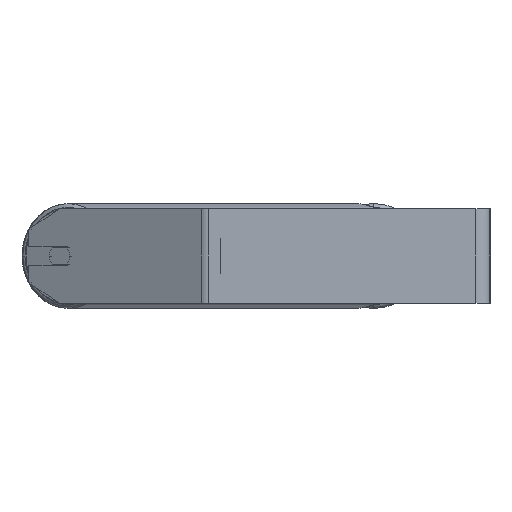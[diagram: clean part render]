
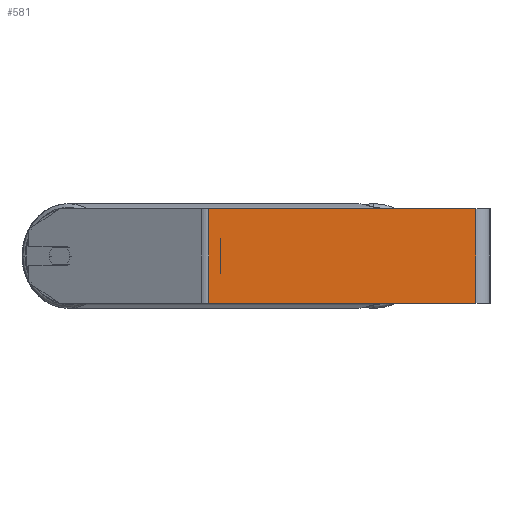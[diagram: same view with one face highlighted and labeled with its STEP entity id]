
A CAD part, left-side view. The second image highlights one B-rep face of the part: STEP entity #581.
In plain terms, the highlighted planar face has unit normal (-1, 0, 0).
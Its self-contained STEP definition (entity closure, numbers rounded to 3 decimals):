
#203 = LINE ( 'NONE', #4280, #8637 ) ;
#386 = LINE ( 'NONE', #7019, #4406 ) ;
#468 = FACE_OUTER_BOUND ( 'NONE', #5294, .T. ) ;
#581 = ADVANCED_FACE ( 'NONE', ( #468 ), #7896, .F. ) ;
#1092 = VERTEX_POINT ( 'NONE', #7480 ) ;
#1178 = DIRECTION ( 'NONE',  ( 0., 0., -1. ) ) ;
#1813 = VERTEX_POINT ( 'NONE', #6043 ) ;
#1837 = CARTESIAN_POINT ( 'NONE',  ( -800., 242.085, 40. ) ) ;
#1907 = ORIENTED_EDGE ( 'NONE', *, *, #3256, .F. ) ;
#2052 = DIRECTION ( 'NONE',  ( 1., 0., 0. ) ) ;
#2077 = CARTESIAN_POINT ( 'NONE',  ( -800., 12., -40. ) ) ;
#2124 = CARTESIAN_POINT ( 'NONE',  ( -800., 12., 40. ) ) ;
#3256 = EDGE_CURVE ( 'NONE', #1092, #5715, #386, .T. ) ;
#3304 = EDGE_CURVE ( 'NONE', #1092, #1813, #5042, .T. ) ;
#3361 = VECTOR ( 'NONE', #8269, 1000. ) ;
#3552 = EDGE_CURVE ( 'NONE', #1813, #7970, #203, .T. ) ;
#3753 = DIRECTION ( 'NONE',  ( 0., -1., 0. ) ) ;
#4052 = DIRECTION ( 'NONE',  ( 0., 0., -1. ) ) ;
#4280 = CARTESIAN_POINT ( 'NONE',  ( -800., 242.085, -40. ) ) ;
#4406 = VECTOR ( 'NONE', #8434, 1000. ) ;
#5042 = LINE ( 'NONE', #6004, #8346 ) ;
#5294 = EDGE_LOOP ( 'NONE', ( #7090, #7170, #1907, #8271 ) ) ;
#5715 = VERTEX_POINT ( 'NONE', #6518 ) ;
#6004 = CARTESIAN_POINT ( 'NONE',  ( -800., 238.869, 40. ) ) ;
#6043 = CARTESIAN_POINT ( 'NONE',  ( -800., 238.869, -40. ) ) ;
#6518 = CARTESIAN_POINT ( 'NONE',  ( -800., 12., 40. ) ) ;
#6638 = AXIS2_PLACEMENT_3D ( 'NONE', #1837, #2052, #4052 ) ;
#6817 = LINE ( 'NONE', #2124, #3361 ) ;
#7019 = CARTESIAN_POINT ( 'NONE',  ( -800., 242.085, 40. ) ) ;
#7090 = ORIENTED_EDGE ( 'NONE', *, *, #3552, .T. ) ;
#7170 = ORIENTED_EDGE ( 'NONE', *, *, #7939, .F. ) ;
#7480 = CARTESIAN_POINT ( 'NONE',  ( -800., 238.869, 40. ) ) ;
#7896 = PLANE ( 'NONE',  #6638 ) ;
#7939 = EDGE_CURVE ( 'NONE', #5715, #7970, #6817, .T. ) ;
#7970 = VERTEX_POINT ( 'NONE', #2077 ) ;
#8269 = DIRECTION ( 'NONE',  ( 0., 0., -1. ) ) ;
#8271 = ORIENTED_EDGE ( 'NONE', *, *, #3304, .T. ) ;
#8346 = VECTOR ( 'NONE', #1178, 1000. ) ;
#8434 = DIRECTION ( 'NONE',  ( 0., -1., 0. ) ) ;
#8637 = VECTOR ( 'NONE', #3753, 1000. ) ;
